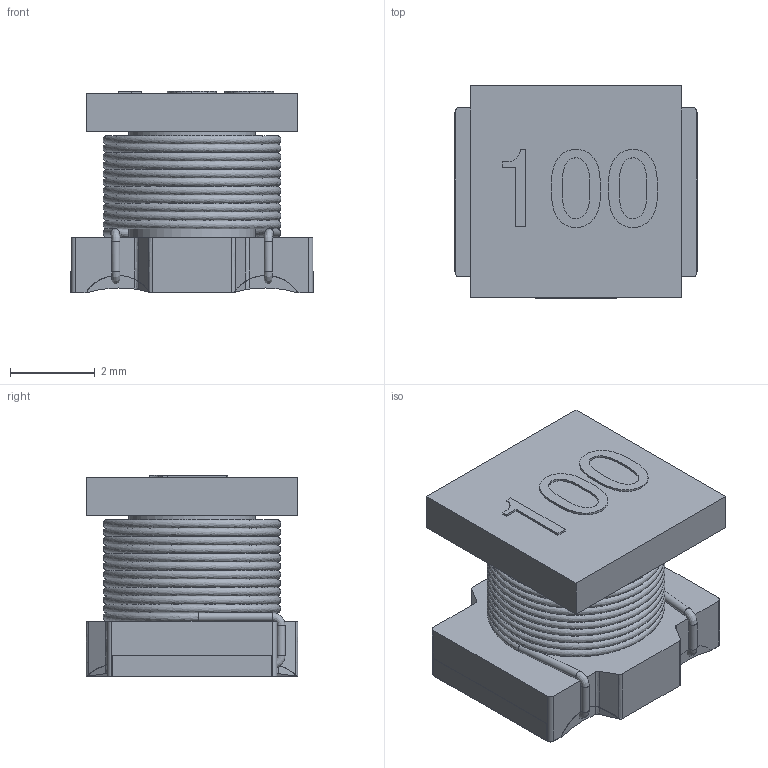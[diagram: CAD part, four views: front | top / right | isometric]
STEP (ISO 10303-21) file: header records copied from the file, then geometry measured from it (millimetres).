
FILE_DESCRIPTION( ('This file contains a STEP AP42 implementation' ,'as created by ZW3D STEP Interface translator.') ,'2;1' );
FILE_NAME( 'SQ5650-L(100).stp' ,'14 924.165425', (''), ('ZWCAD Software Co.'), 'Version 1.0', 'ZW3D to STEP translator', '' );
FILE_SCHEMA( ('CONFIG_CONTROL_DESIGN') );
Length unit declared in the file: millimetre
Products named in the file (1): 0
Bounding box: 5.72 x 5 x 4.76 mm (x, y, z)
Volume: 76.7 mm3; surface area: 296.4 mm2
Topology: 16 solids, 19 shells, 165 faces, 412 edges, 266 vertices
Faces by surface type: bspline 165
Entity records: 6106 total; most frequent: CARTESIAN_POINT 3619, ORIENTED_EDGE 820, EDGE_CURVE 412, B_SPLINE_CURVE_WITH_KNOTS 318, VERTEX_POINT 266, EDGE_LOOP 172, FACE_OUTER_BOUND 165, ADVANCED_FACE 165
